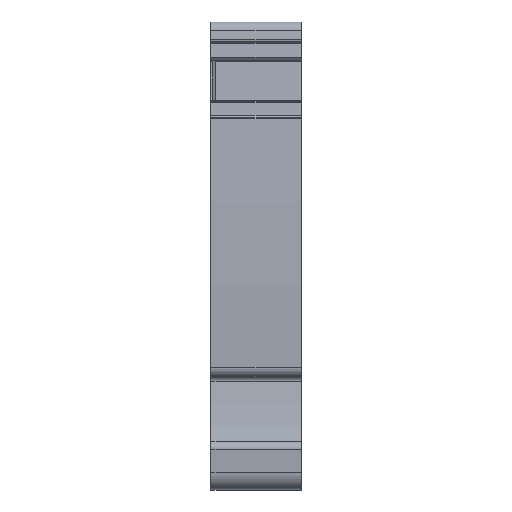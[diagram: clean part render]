
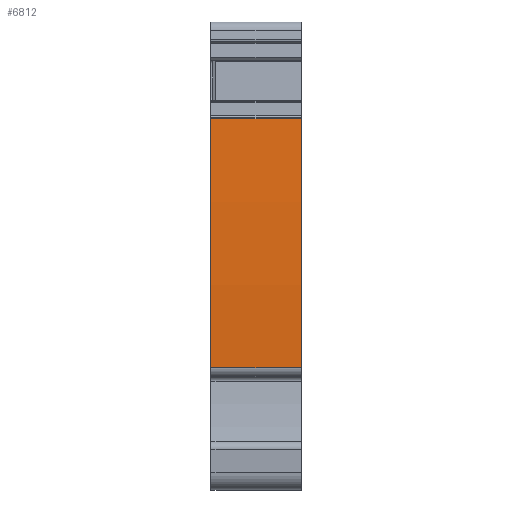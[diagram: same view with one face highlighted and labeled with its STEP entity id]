
A CAD part, front view. The second image highlights one B-rep face of the part: STEP entity #6812.
In plain terms, the highlighted cylindrical face has radius 230.64 mm (diameter 461.28 mm), a partial arc.
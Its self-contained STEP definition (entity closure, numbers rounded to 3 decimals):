
#921=AXIS2_PLACEMENT_3D('Circle Axis2P3D',#919,#920,$) ;
#3286=AXIS2_PLACEMENT_3D('Circle Axis2P3D',#3284,#3285,$) ;
#6296=AXIS2_PLACEMENT_3D('Cylinder Axis2P3D',#6293,#6294,#6295) ;
#916=CARTESIAN_POINT('Vertex',(10.,1.776,40.814)) ;
#919=CARTESIAN_POINT('Axis2P3D Location',(10.,231.877,25.05)) ;
#923=CARTESIAN_POINT('Vertex',(10.,1.529,13.45)) ;
#3281=CARTESIAN_POINT('Vertex',(0.,1.529,13.45)) ;
#3284=CARTESIAN_POINT('Axis2P3D Location',(0.,231.877,25.05)) ;
#3288=CARTESIAN_POINT('Vertex',(0.,1.776,40.814)) ;
#6293=CARTESIAN_POINT('Axis2P3D Location',(5.,231.877,25.05)) ;
#6788=CARTESIAN_POINT('Line Origine',(5.,1.776,40.814)) ;
#6801=CARTESIAN_POINT('Line Origine',(5.,1.529,13.45)) ;
#920=DIRECTION('Axis2P3D Direction',(1.,0.,0.)) ;
#3285=DIRECTION('Axis2P3D Direction',(1.,0.,0.)) ;
#6294=DIRECTION('Axis2P3D Direction',(1.,0.,0.)) ;
#6295=DIRECTION('Axis2P3D XDirection',(0.,-0.994,0.111)) ;
#6789=DIRECTION('Vector Direction',(1.,0.,0.)) ;
#6802=DIRECTION('Vector Direction',(1.,0.,0.)) ;
#6790=VECTOR('Line Direction',#6789,1.) ;
#6803=VECTOR('Line Direction',#6802,1.) ;
#6807=ORIENTED_EDGE('',*,*,#3290,.T.) ;
#6808=ORIENTED_EDGE('',*,*,#6805,.F.) ;
#6809=ORIENTED_EDGE('',*,*,#925,.F.) ;
#6810=ORIENTED_EDGE('',*,*,#6792,.T.) ;
#6812=ADVANCED_FACE('V1',(#6811),#6297,.T.) ;
#922=CIRCLE('generated circle',#921,230.64) ;
#3287=CIRCLE('generated circle',#3286,230.64) ;
#6297=CYLINDRICAL_SURFACE('generated cylinder',#6296,230.64) ;
#925=EDGE_CURVE('',#917,#924,#922,.T.) ;
#3290=EDGE_CURVE('',#3289,#3282,#3287,.T.) ;
#6792=EDGE_CURVE('',#917,#3289,#6791,.F.) ;
#6805=EDGE_CURVE('',#924,#3282,#6804,.F.) ;
#6806=EDGE_LOOP('',(#6807,#6808,#6809,#6810)) ;
#6811=FACE_OUTER_BOUND('',#6806,.T.) ;
#6791=LINE('Line',#6788,#6790) ;
#6804=LINE('Line',#6801,#6803) ;
#917=VERTEX_POINT('',#916) ;
#924=VERTEX_POINT('',#923) ;
#3282=VERTEX_POINT('',#3281) ;
#3289=VERTEX_POINT('',#3288) ;
